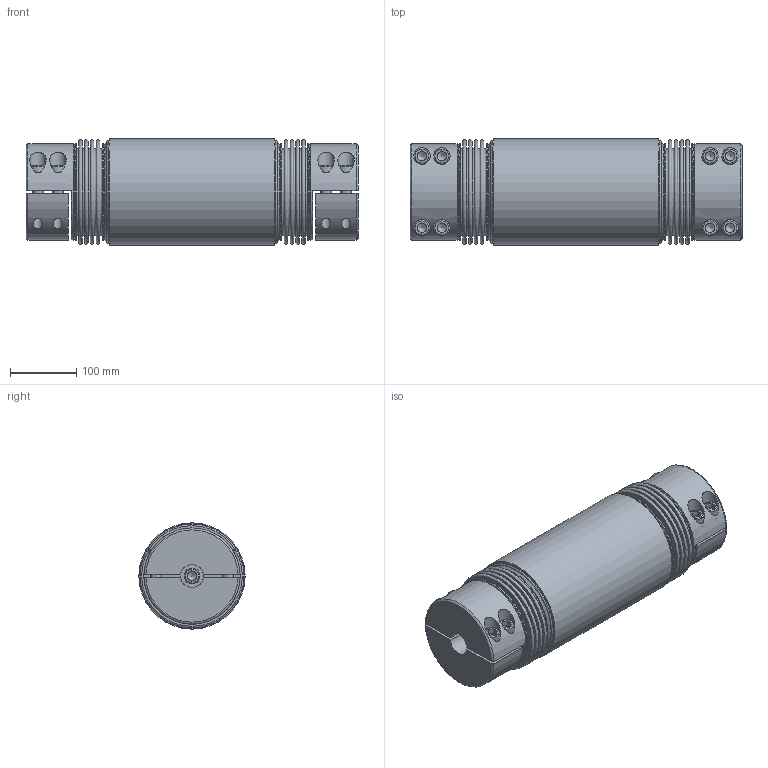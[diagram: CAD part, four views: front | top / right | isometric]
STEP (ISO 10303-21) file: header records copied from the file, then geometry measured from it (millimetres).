
FILE_DESCRIPTION( ( 'Unknown' ), '1' );
FILE_NAME( 'WDS 1600 - L=0,5m.stp', 'Unknown', ( 'Unknown' ), ( 'Unknown' ), 'PSStep 10.1', 'Unknown', ' ' );
FILE_SCHEMA( ( 'AUTOMOTIVE_DESIGN { 1 0 10303 214 1 1 1 1 }' ) );
Length unit declared in the file: millimetre
Products named in the file (1): WDS 1600
Bounding box: 500 x 160 x 160 mm (x, y, z)
Volume: 4752983.8 mm3; surface area: 791146.6 mm2
Topology: 1 solids, 4 shells, 344 faces, 737 edges, 487 vertices
Faces by surface type: plane 196, cylinder 68, torus 58, cone 22
Full cylindrical faces by diameter (mm): 14 x8, 16 x10, 17 x10, 17.5 x2, 24 x10, 25 x8, 35 x2, 45 x2, 124 x2, 145 x6, 150 x1, 155 x2, 160 x1
Entity records: 12428 total; most frequent: CARTESIAN_POINT 2957, DIRECTION 1448, ORIENTED_EDGE 1048, AXIS2_PLACEMENT_3D 603, EDGE_LOOP 586, EDGE_CURVE 524, FACE_OUTER_BOUND 462, VERTEX_POINT 424
